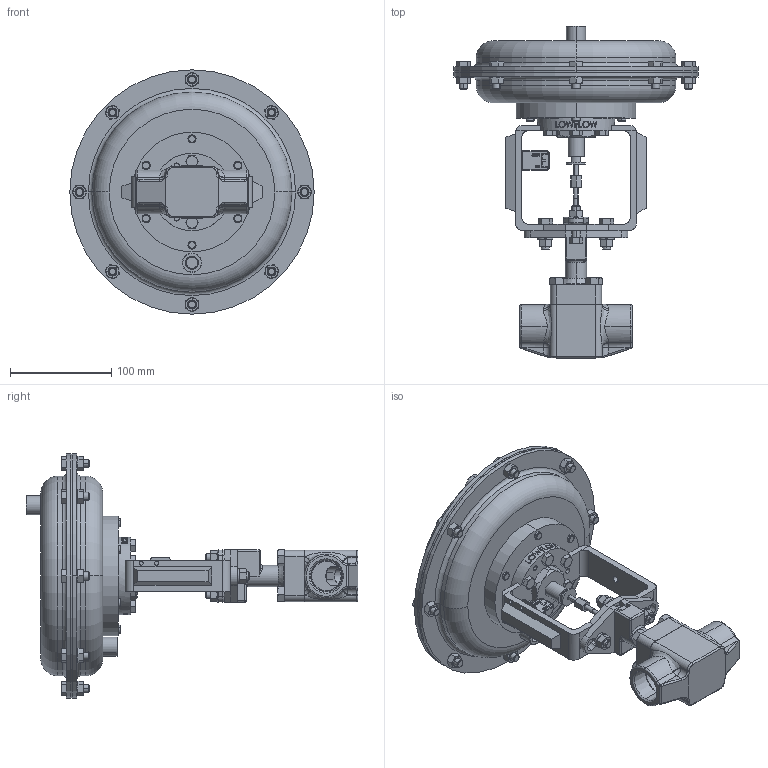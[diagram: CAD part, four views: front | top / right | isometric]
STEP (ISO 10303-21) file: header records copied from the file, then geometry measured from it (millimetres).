
FILE_DESCRIPTION (( 'STEP AP203' ), '1' );
FILE_NAME ('708-100-PT.STEP', '2024-12-02T20:03:19', ( '' ), ( '' ), 'SwSTEP 2.0', 'SolidWorks 2022', '' );
FILE_SCHEMA (( 'CONFIG_CONTROL_DESIGN' ));
Length unit declared in the file: millimetre
Products named in the file (1): 708-100-PT
Bounding box: 241.3 x 327.7 x 241.3 mm (x, y, z)
Volume: 1297651.1 mm3; surface area: 623624.3 mm2
Topology: 73 solids, 73 shells, 2137 faces, 4949 edges, 3053 vertices
Faces by surface type: plane 742, cylinder 518, cone 510, bspline 255, torus 98, sphere 14
Entity records: 91199 total; most frequent: CARTESIAN_POINT 44542, ORIENTED_EDGE 9850, DIRECTION 9109, EDGE_CURVE 4925, AXIS2_PLACEMENT_3D 3637, VERTEX_POINT 3053, EDGE_LOOP 2462, ADVANCED_FACE 2137
